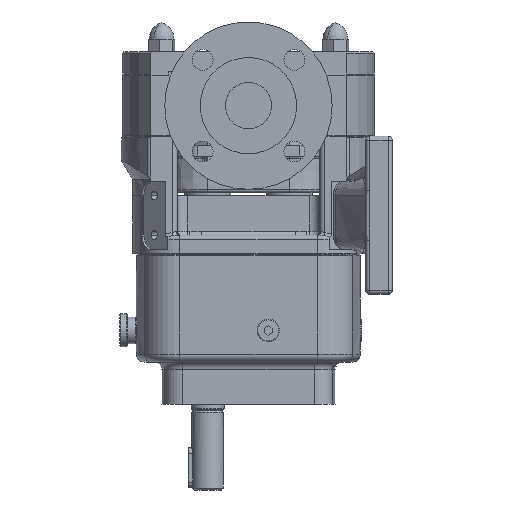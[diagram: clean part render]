
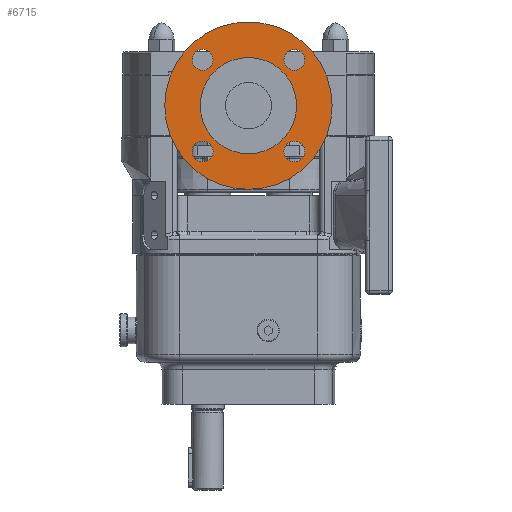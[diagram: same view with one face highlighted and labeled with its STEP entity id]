
A CAD part, left-side view. The second image highlights one B-rep face of the part: STEP entity #6715.
In plain terms, the highlighted face is planar.
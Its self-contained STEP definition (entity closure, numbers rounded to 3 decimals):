
#8 = CARTESIAN_POINT ( 'NONE',  ( -1.5, 34.79, -34.79 ) ) ;
#62 = AXIS2_PLACEMENT_3D ( 'NONE', #16616, #10297, #22440 ) ;
#223 = VERTEX_POINT ( 'NONE', #1716 ) ;
#631 = DIRECTION ( 'NONE',  ( 0., 0., -1. ) ) ;
#794 = CARTESIAN_POINT ( 'NONE',  ( -1.5, 0., 63.5 ) ) ;
#956 = ORIENTED_EDGE ( 'NONE', *, *, #12031, .F. ) ;
#1022 = EDGE_CURVE ( 'NONE', #13511, #26345, #25718, .T. ) ;
#1241 = DIRECTION ( 'NONE',  ( 0., 0., -1. ) ) ;
#1428 = FACE_BOUND ( 'NONE', #8485, .T. ) ;
#1592 = FACE_BOUND ( 'NONE', #19202, .T. ) ;
#1618 = DIRECTION ( 'NONE',  ( 1., 0., 0. ) ) ;
#1635 = DIRECTION ( 'NONE',  ( 0., 0., -1. ) ) ;
#1716 = CARTESIAN_POINT ( 'NONE',  ( -1.5, -34.79, -42.69 ) ) ;
#1798 = DIRECTION ( 'NONE',  ( 1., 0., 0. ) ) ;
#1902 = CARTESIAN_POINT ( 'NONE',  ( -1.5, -34.79, -26.89 ) ) ;
#2184 = EDGE_CURVE ( 'NONE', #12853, #6940, #16206, .T. ) ;
#2330 = EDGE_CURVE ( 'NONE', #29123, #14969, #8636, .T. ) ;
#2656 = CIRCLE ( 'NONE', #20332, 7.9 ) ;
#3563 = DIRECTION ( 'NONE',  ( 1., 0., 0. ) ) ;
#3647 = FACE_BOUND ( 'NONE', #26490, .T. ) ;
#4095 = CIRCLE ( 'NONE', #23263, 7.9 ) ;
#4588 = ORIENTED_EDGE ( 'NONE', *, *, #26961, .T. ) ;
#5449 = DIRECTION ( 'NONE',  ( 1., 0., 0. ) ) ;
#5521 = CIRCLE ( 'NONE', #23160, 36.55 ) ;
#5846 = AXIS2_PLACEMENT_3D ( 'NONE', #27168, #26696, #631 ) ;
#6037 = DIRECTION ( 'NONE',  ( 0., 0., -1. ) ) ;
#6715 = ADVANCED_FACE ( 'NONE', ( #18480, #3647, #10908, #1428, #23387, #1592 ), #30193, .T. ) ;
#6940 = VERTEX_POINT ( 'NONE', #13534 ) ;
#6986 = DIRECTION ( 'NONE',  ( 1., 0., 0. ) ) ;
#7028 = AXIS2_PLACEMENT_3D ( 'NONE', #18595, #9132, #25871 ) ;
#7864 = EDGE_CURVE ( 'NONE', #17993, #9727, #29641, .T. ) ;
#8120 = ORIENTED_EDGE ( 'NONE', *, *, #7864, .F. ) ;
#8340 = CIRCLE ( 'NONE', #5846, 63.5 ) ;
#8485 = EDGE_LOOP ( 'NONE', ( #16239, #21532 ) ) ;
#8636 = CIRCLE ( 'NONE', #62, 63.5 ) ;
#8700 = CARTESIAN_POINT ( 'NONE',  ( -1.5, 0., 36.55 ) ) ;
#8708 = CARTESIAN_POINT ( 'NONE',  ( -1.5, 36.55, 0. ) ) ;
#9132 = DIRECTION ( 'NONE',  ( 1., 0., 0. ) ) ;
#9727 = VERTEX_POINT ( 'NONE', #22207 ) ;
#9969 = AXIS2_PLACEMENT_3D ( 'NONE', #28504, #14085, #1635 ) ;
#10297 = DIRECTION ( 'NONE',  ( 1., 0., 0. ) ) ;
#10585 = ORIENTED_EDGE ( 'NONE', *, *, #11751, .F. ) ;
#10671 = AXIS2_PLACEMENT_3D ( 'NONE', #10934, #21045, #18362 ) ;
#10729 = DIRECTION ( 'NONE',  ( 1., 0., 0. ) ) ;
#10908 = FACE_BOUND ( 'NONE', #30409, .T. ) ;
#10934 = CARTESIAN_POINT ( 'NONE',  ( -1.5, -34.79, 34.79 ) ) ;
#11296 = CARTESIAN_POINT ( 'NONE',  ( -1.5, -34.79, 34.79 ) ) ;
#11751 = EDGE_CURVE ( 'NONE', #223, #12589, #27195, .T. ) ;
#12031 = EDGE_CURVE ( 'NONE', #12589, #223, #29726, .T. ) ;
#12589 = VERTEX_POINT ( 'NONE', #1902 ) ;
#12853 = VERTEX_POINT ( 'NONE', #20838 ) ;
#12854 = DIRECTION ( 'NONE',  ( 0., 0., -1. ) ) ;
#12927 = CARTESIAN_POINT ( 'NONE',  ( -1.5, -34.79, -34.79 ) ) ;
#13511 = VERTEX_POINT ( 'NONE', #24096 ) ;
#13534 = CARTESIAN_POINT ( 'NONE',  ( -1.5, -34.79, 42.69 ) ) ;
#14085 = DIRECTION ( 'NONE',  ( 1., 0., 0. ) ) ;
#14163 = AXIS2_PLACEMENT_3D ( 'NONE', #20773, #1798, #16178 ) ;
#14412 = EDGE_CURVE ( 'NONE', #9727, #17993, #4095, .T. ) ;
#14523 = DIRECTION ( 'NONE',  ( 0., 0., -1. ) ) ;
#14819 = CIRCLE ( 'NONE', #18878, 7.9 ) ;
#14969 = VERTEX_POINT ( 'NONE', #30512 ) ;
#15264 = CARTESIAN_POINT ( 'NONE',  ( -1.5, 34.79, -34.79 ) ) ;
#16178 = DIRECTION ( 'NONE',  ( 0., 0., -1. ) ) ;
#16206 = CIRCLE ( 'NONE', #10671, 7.9 ) ;
#16239 = ORIENTED_EDGE ( 'NONE', *, *, #2184, .F. ) ;
#16462 = AXIS2_PLACEMENT_3D ( 'NONE', #8708, #23065, #6037 ) ;
#16616 = CARTESIAN_POINT ( 'NONE',  ( -1.5, 0., 0. ) ) ;
#17780 = EDGE_CURVE ( 'NONE', #25005, #27010, #23770, .T. ) ;
#17993 = VERTEX_POINT ( 'NONE', #24385 ) ;
#18362 = DIRECTION ( 'NONE',  ( 0., 0., -1. ) ) ;
#18480 = FACE_BOUND ( 'NONE', #31212, .T. ) ;
#18557 = DIRECTION ( 'NONE',  ( 0., 0., -1. ) ) ;
#18595 = CARTESIAN_POINT ( 'NONE',  ( -1.5, -34.79, -34.79 ) ) ;
#18878 = AXIS2_PLACEMENT_3D ( 'NONE', #15264, #29354, #27124 ) ;
#19202 = EDGE_LOOP ( 'NONE', ( #25748, #24089 ) ) ;
#19595 = CARTESIAN_POINT ( 'NONE',  ( -1.5, 0., -36.55 ) ) ;
#19845 = ORIENTED_EDGE ( 'NONE', *, *, #14412, .F. ) ;
#20332 = AXIS2_PLACEMENT_3D ( 'NONE', #11296, #3563, #18557 ) ;
#20602 = CARTESIAN_POINT ( 'NONE',  ( -1.5, 34.824, 34.755 ) ) ;
#20773 = CARTESIAN_POINT ( 'NONE',  ( -1.5, 0., 0. ) ) ;
#20791 = EDGE_CURVE ( 'NONE', #6940, #12853, #2656, .T. ) ;
#20838 = CARTESIAN_POINT ( 'NONE',  ( -1.5, -34.79, 26.89 ) ) ;
#21041 = ORIENTED_EDGE ( 'NONE', *, *, #25886, .F. ) ;
#21045 = DIRECTION ( 'NONE',  ( 1., 0., 0. ) ) ;
#21532 = ORIENTED_EDGE ( 'NONE', *, *, #20791, .F. ) ;
#21767 = ORIENTED_EDGE ( 'NONE', *, *, #1022, .F. ) ;
#22207 = CARTESIAN_POINT ( 'NONE',  ( -1.5, 34.824, 42.655 ) ) ;
#22440 = DIRECTION ( 'NONE',  ( 0., 0., -1. ) ) ;
#23065 = DIRECTION ( 'NONE',  ( 1., 0., 0. ) ) ;
#23160 = AXIS2_PLACEMENT_3D ( 'NONE', #23254, #1618, #30690 ) ;
#23190 = AXIS2_PLACEMENT_3D ( 'NONE', #8, #6986, #14523 ) ;
#23254 = CARTESIAN_POINT ( 'NONE',  ( -1.5, 0., 0. ) ) ;
#23263 = AXIS2_PLACEMENT_3D ( 'NONE', #20602, #5449, #12854 ) ;
#23387 = FACE_OUTER_BOUND ( 'NONE', #31119, .T. ) ;
#23770 = CIRCLE ( 'NONE', #14163, 36.55 ) ;
#23904 = CARTESIAN_POINT ( 'NONE',  ( -1.5, 34.79, -42.69 ) ) ;
#24089 = ORIENTED_EDGE ( 'NONE', *, *, #17780, .F. ) ;
#24096 = CARTESIAN_POINT ( 'NONE',  ( -1.5, 34.79, -26.89 ) ) ;
#24171 = EDGE_CURVE ( 'NONE', #27010, #25005, #5521, .T. ) ;
#24385 = CARTESIAN_POINT ( 'NONE',  ( -1.5, 34.824, 26.855 ) ) ;
#25005 = VERTEX_POINT ( 'NONE', #8700 ) ;
#25718 = CIRCLE ( 'NONE', #23190, 7.9 ) ;
#25748 = ORIENTED_EDGE ( 'NONE', *, *, #24171, .F. ) ;
#25871 = DIRECTION ( 'NONE',  ( 0., 0., -1. ) ) ;
#25886 = EDGE_CURVE ( 'NONE', #26345, #13511, #14819, .T. ) ;
#26345 = VERTEX_POINT ( 'NONE', #23904 ) ;
#26424 = ORIENTED_EDGE ( 'NONE', *, *, #2330, .T. ) ;
#26490 = EDGE_LOOP ( 'NONE', ( #21041, #21767 ) ) ;
#26696 = DIRECTION ( 'NONE',  ( 1., 0., 0. ) ) ;
#26961 = EDGE_CURVE ( 'NONE', #14969, #29123, #8340, .T. ) ;
#27010 = VERTEX_POINT ( 'NONE', #19595 ) ;
#27124 = DIRECTION ( 'NONE',  ( 0., 0., -1. ) ) ;
#27168 = CARTESIAN_POINT ( 'NONE',  ( -1.5, 0., 0. ) ) ;
#27195 = CIRCLE ( 'NONE', #7028, 7.9 ) ;
#28504 = CARTESIAN_POINT ( 'NONE',  ( -1.5, 34.824, 34.755 ) ) ;
#29123 = VERTEX_POINT ( 'NONE', #794 ) ;
#29235 = AXIS2_PLACEMENT_3D ( 'NONE', #12927, #10729, #1241 ) ;
#29354 = DIRECTION ( 'NONE',  ( 1., 0., 0. ) ) ;
#29641 = CIRCLE ( 'NONE', #9969, 7.9 ) ;
#29726 = CIRCLE ( 'NONE', #29235, 7.9 ) ;
#30193 = PLANE ( 'NONE',  #16462 ) ;
#30409 = EDGE_LOOP ( 'NONE', ( #10585, #956 ) ) ;
#30512 = CARTESIAN_POINT ( 'NONE',  ( -1.5, 0., -63.5 ) ) ;
#30690 = DIRECTION ( 'NONE',  ( 0., 0., -1. ) ) ;
#31119 = EDGE_LOOP ( 'NONE', ( #4588, #26424 ) ) ;
#31212 = EDGE_LOOP ( 'NONE', ( #8120, #19845 ) ) ;
